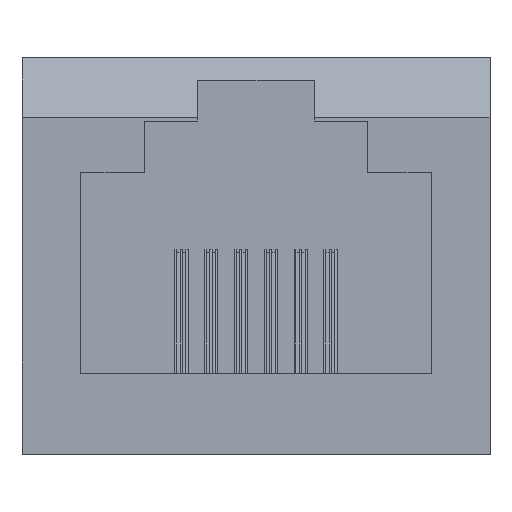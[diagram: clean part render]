
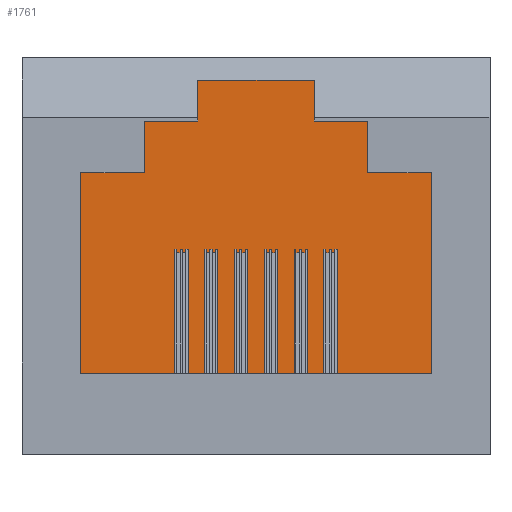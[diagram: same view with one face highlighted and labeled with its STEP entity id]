
A CAD part, front view. The second image highlights one B-rep face of the part: STEP entity #1761.
In plain terms, the highlighted face is planar.
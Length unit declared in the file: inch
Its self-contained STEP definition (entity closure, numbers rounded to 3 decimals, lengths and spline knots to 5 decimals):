
#66 = VERTEX_POINT ( 'NONE', #1959 ) ;
#119 = VERTEX_POINT ( 'NONE', #2058 ) ;
#120 = EDGE_CURVE ( 'NONE', #119, #66, #2057, .T. ) ;
#353 = VERTEX_POINT ( 'NONE', #4831 ) ;
#357 = VERTEX_POINT ( 'NONE', #4825 ) ;
#470 = EDGE_CURVE ( 'NONE', #357, #471, #2432, .T. ) ;
#471 = VERTEX_POINT ( 'NONE', #2428 ) ;
#491 = EDGE_CURVE ( 'NONE', #499, #570, #2520, .T. ) ;
#494 = VERTEX_POINT ( 'NONE', #2522 ) ;
#499 = VERTEX_POINT ( 'NONE', #2475 ) ;
#507 = EDGE_CURVE ( 'NONE', #471, #353, #2503, .T. ) ;
#515 = EDGE_CURVE ( 'NONE', #494, #584, #2531, .T. ) ;
#516 = EDGE_CURVE ( 'NONE', #353, #494, #2508, .T. ) ;
#533 = EDGE_CURVE ( 'NONE', #600, #614, #2598, .T. ) ;
#542 = VERTEX_POINT ( 'NONE', #2569 ) ;
#548 = EDGE_CURVE ( 'NONE', #584, #499, #2549, .T. ) ;
#567 = EDGE_CURVE ( 'NONE', #570, #542, #2603, .T. ) ;
#570 = VERTEX_POINT ( 'NONE', #2574 ) ;
#584 = VERTEX_POINT ( 'NONE', #2579 ) ;
#596 = EDGE_CURVE ( 'NONE', #542, #119, #2561, .T. ) ;
#600 = VERTEX_POINT ( 'NONE', #2684 ) ;
#614 = VERTEX_POINT ( 'NONE', #2652 ) ;
#761 = EDGE_CURVE ( 'NONE', #614, #357, #2877, .T. ) ;
#815 = EDGE_CURVE ( 'NONE', #66, #600, #2943, .T. ) ;
#1761 = ADVANCED_FACE ( 'NONE', ( #4314 ), #4312, .T. ) ;
#1762 = ORIENTED_EDGE ( 'NONE', *, *, #507, .F. ) ;
#1763 = ORIENTED_EDGE ( 'NONE', *, *, #533, .F. ) ;
#1764 = ORIENTED_EDGE ( 'NONE', *, *, #596, .F. ) ;
#1784 = ORIENTED_EDGE ( 'NONE', *, *, #548, .F. ) ;
#1785 = ORIENTED_EDGE ( 'NONE', *, *, #120, .F. ) ;
#1787 = ORIENTED_EDGE ( 'NONE', *, *, #815, .F. ) ;
#1788 = ORIENTED_EDGE ( 'NONE', *, *, #470, .F. ) ;
#1791 = EDGE_LOOP ( 'NONE', ( #1762, #1788, #1834, #1763, #1787, #1785, #1764, #1792, #1793, #1784, #1827, #1847 ) ) ;
#1792 = ORIENTED_EDGE ( 'NONE', *, *, #567, .F. ) ;
#1793 = ORIENTED_EDGE ( 'NONE', *, *, #491, .F. ) ;
#1827 = ORIENTED_EDGE ( 'NONE', *, *, #515, .F. ) ;
#1834 = ORIENTED_EDGE ( 'NONE', *, *, #761, .F. ) ;
#1847 = ORIENTED_EDGE ( 'NONE', *, *, #516, .F. ) ;
#1959 = CARTESIAN_POINT ( 'NONE',  ( -0.235, -0.305, -0.012 ) ) ;
#2057 = LINE ( 'NONE', #2101, #2100 ) ;
#2058 = CARTESIAN_POINT ( 'NONE',  ( 0.235, -0.305, -0.012 ) ) ;
#2099 = DIRECTION ( 'NONE',  ( -1., 0., 0. ) ) ;
#2100 = VECTOR ( 'NONE', #2099, 39.37008 ) ;
#2101 = CARTESIAN_POINT ( 'NONE',  ( 0.235, -0.305, -0.012 ) ) ;
#2428 = CARTESIAN_POINT ( 'NONE',  ( -0.078, -0.305, -0.351 ) ) ;
#2429 = DIRECTION ( 'NONE',  ( 1., 0., 0. ) ) ;
#2430 = VECTOR ( 'NONE', #2429, 39.37008 ) ;
#2431 = CARTESIAN_POINT ( 'NONE',  ( -0.078, -0.305, -0.351 ) ) ;
#2432 = LINE ( 'NONE', #2431, #2430 ) ;
#2475 = CARTESIAN_POINT ( 'NONE',  ( 0.15, -0.305, -0.351 ) ) ;
#2478 = VECTOR ( 'NONE', #2501, 39.37008 ) ;
#2490 = DIRECTION ( 'NONE',  ( 1., 0., 0. ) ) ;
#2491 = VECTOR ( 'NONE', #2490, 39.37008 ) ;
#2493 = DIRECTION ( 'NONE',  ( 0., 0., 1. ) ) ;
#2494 = VECTOR ( 'NONE', #2493, 39.37008 ) ;
#2501 = DIRECTION ( 'NONE',  ( 0., 0., -1. ) ) ;
#2502 = CARTESIAN_POINT ( 'NONE',  ( -0.078, -0.305, -0.406 ) ) ;
#2503 = LINE ( 'NONE', #2502, #2478 ) ;
#2507 = CARTESIAN_POINT ( 'NONE',  ( -0.078, -0.305, -0.406 ) ) ;
#2508 = LINE ( 'NONE', #2507, #2491 ) ;
#2520 = LINE ( 'NONE', #2521, #2494 ) ;
#2521 = CARTESIAN_POINT ( 'NONE',  ( 0.15, -0.305, -0.351 ) ) ;
#2522 = CARTESIAN_POINT ( 'NONE',  ( 0.078, -0.305, -0.406 ) ) ;
#2525 = DIRECTION ( 'NONE',  ( 0., 0., 1. ) ) ;
#2526 = VECTOR ( 'NONE', #2525, 39.37008 ) ;
#2527 = CARTESIAN_POINT ( 'NONE',  ( 0.078, -0.305, -0.406 ) ) ;
#2531 = LINE ( 'NONE', #2527, #2526 ) ;
#2546 = DIRECTION ( 'NONE',  ( 1., 0., 0. ) ) ;
#2547 = VECTOR ( 'NONE', #2546, 39.37008 ) ;
#2548 = CARTESIAN_POINT ( 'NONE',  ( 0.078, -0.305, -0.351 ) ) ;
#2549 = LINE ( 'NONE', #2548, #2547 ) ;
#2550 = VECTOR ( 'NONE', #2634, 39.37008 ) ;
#2551 = CARTESIAN_POINT ( 'NONE',  ( 0.15, -0.305, -0.282 ) ) ;
#2555 = DIRECTION ( 'NONE',  ( 1., 0., 0. ) ) ;
#2558 = DIRECTION ( 'NONE',  ( 0., 0., 1. ) ) ;
#2559 = VECTOR ( 'NONE', #2558, 39.37008 ) ;
#2560 = CARTESIAN_POINT ( 'NONE',  ( 0.235, -0.305, -0.282 ) ) ;
#2561 = LINE ( 'NONE', #2560, #2559 ) ;
#2569 = CARTESIAN_POINT ( 'NONE',  ( 0.235, -0.305, -0.282 ) ) ;
#2574 = CARTESIAN_POINT ( 'NONE',  ( 0.15, -0.305, -0.282 ) ) ;
#2579 = CARTESIAN_POINT ( 'NONE',  ( 0.078, -0.305, -0.351 ) ) ;
#2586 = VECTOR ( 'NONE', #2555, 39.37008 ) ;
#2597 = CARTESIAN_POINT ( 'NONE',  ( -0.15, -0.305, -0.282 ) ) ;
#2598 = LINE ( 'NONE', #2597, #2586 ) ;
#2603 = LINE ( 'NONE', #2551, #2550 ) ;
#2634 = DIRECTION ( 'NONE',  ( 1., 0., 0. ) ) ;
#2652 = CARTESIAN_POINT ( 'NONE',  ( -0.15, -0.305, -0.282 ) ) ;
#2684 = CARTESIAN_POINT ( 'NONE',  ( -0.235, -0.305, -0.282 ) ) ;
#2874 = DIRECTION ( 'NONE',  ( 0., 0., -1. ) ) ;
#2875 = VECTOR ( 'NONE', #2874, 39.37008 ) ;
#2876 = CARTESIAN_POINT ( 'NONE',  ( -0.15, -0.305, -0.351 ) ) ;
#2877 = LINE ( 'NONE', #2876, #2875 ) ;
#2940 = DIRECTION ( 'NONE',  ( 0., 0., -1. ) ) ;
#2941 = VECTOR ( 'NONE', #2940, 39.37008 ) ;
#2942 = CARTESIAN_POINT ( 'NONE',  ( -0.235, -0.305, -0.282 ) ) ;
#2943 = LINE ( 'NONE', #2942, #2941 ) ;
#4174 = CARTESIAN_POINT ( 'NONE',  ( 0.314, -0.305, 0.096 ) ) ;
#4311 = AXIS2_PLACEMENT_3D ( 'NONE', #4174, #4535, #4417 ) ;
#4312 = PLANE ( 'NONE',  #4311 ) ;
#4314 = FACE_OUTER_BOUND ( 'NONE', #1791, .T. ) ;
#4417 = DIRECTION ( 'NONE',  ( 0., 0., 1. ) ) ;
#4535 = DIRECTION ( 'NONE',  ( 0., 1., 0. ) ) ;
#4825 = CARTESIAN_POINT ( 'NONE',  ( -0.15, -0.305, -0.351 ) ) ;
#4831 = CARTESIAN_POINT ( 'NONE',  ( -0.078, -0.305, -0.406 ) ) ;
